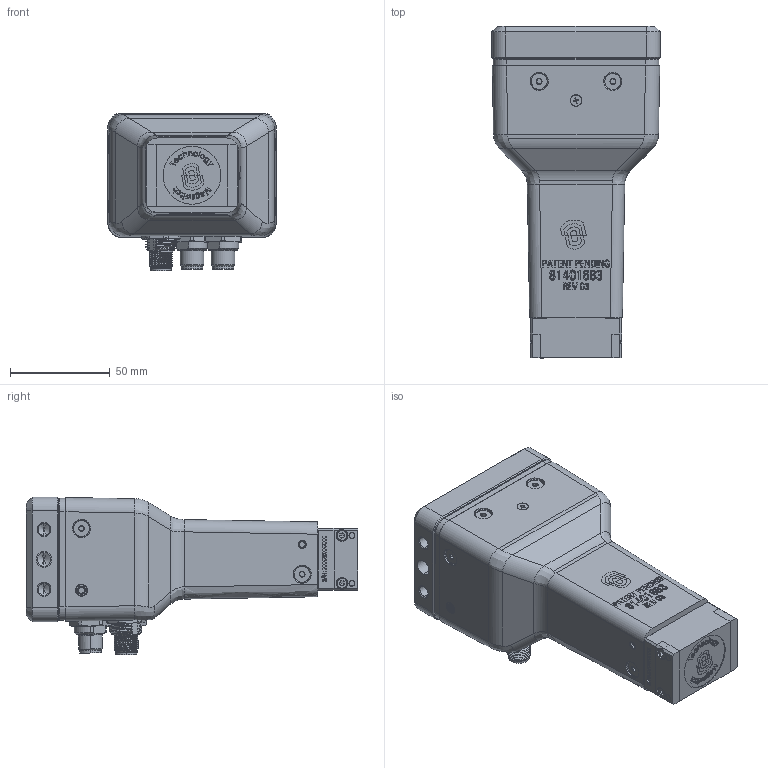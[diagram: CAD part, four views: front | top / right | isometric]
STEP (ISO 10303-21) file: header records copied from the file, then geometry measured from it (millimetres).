
FILE_DESCRIPTION (( 'STEP AP203' ), '1' );
FILE_NAME ('80001683_CFM.STEP', '2025-08-14T21:41:04', ( '' ), ( '' ), 'SwSTEP 2.0', 'SolidWorks 2024', '' );
FILE_SCHEMA (( 'CONFIG_CONTROL_DESIGN' ));
Products named in the file (1): 80001683_CFM
Bounding box: 84.6 x 166.7 x 79.32 mm (x, y, z)
Volume: 515032.4 mm3; surface area: 64098.1 mm2
Topology: 23 solids, 39 shells, 2629 faces, 7898 edges, 5608 vertices
Faces by surface type: plane 991, cylinder 726, bspline 514, cone 347, torus 51
Entity records: 135622 total; most frequent: CARTESIAN_POINT 68648, ORIENTED_EDGE 15628, DIRECTION 11425, EDGE_CURVE 7814, VERTEX_POINT 5606, VECTOR 3981, LINE 3981, AXIS2_PLACEMENT_3D 3722
